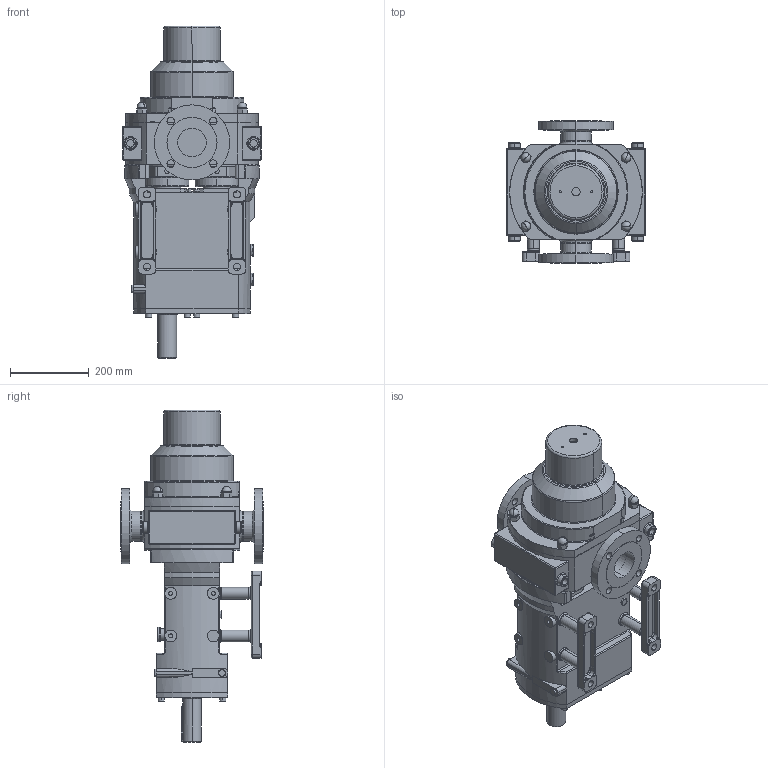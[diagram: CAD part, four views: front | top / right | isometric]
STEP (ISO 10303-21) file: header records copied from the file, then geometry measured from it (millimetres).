
FILE_DESCRIPTION (( 'STEP AP214' ), '1' );
FILE_NAME ('GA3804.STEP', '2024-11-07T16:19:57', ( '' ), ( '' ), 'SwSTEP 2.0', 'SolidWorks 2023', '' );
FILE_SCHEMA (( 'AUTOMOTIVE_DESIGN' ));
Length unit declared in the file: millimetre
Products named in the file (5): Copy of CP-MP40S Jacket Rotorcase^GA3804; GA3804; Copy of CP40S-0180 V LHD^GA3804; Copy of Z94-5301-55 - 3 INCH ASA 150^GA3804; Copy of CP-MP40 Spring PRV^GA3804
Assembly tree (6 placements, depth 2):
  GA3804
    Copy of CP40S-0180 V LHD^GA3804
    Copy of CP-MP40 Spring PRV^GA3804
    Copy of CP-MP40S Jacket Rotorcase^GA3804  x2
    Copy of Z94-5301-55 - 3 INCH ASA 150^GA3804  x2
Bounding box: 352 x 362 x 841.37 mm (x, y, z)
Volume: 36551094.8 mm3; surface area: 1468518.3 mm2
Topology: 6 solids, 6 shells, 1080 faces, 2759 edges, 1616 vertices
Faces by surface type: plane 395, cylinder 345, torus 153, bspline 116, cone 47, sphere 24
Entity records: 36824 total; most frequent: CARTESIAN_POINT 12943, DIRECTION 5039, ORIENTED_EDGE 4982, EDGE_CURVE 2491, AXIS2_PLACEMENT_3D 1953, VERTEX_POINT 1520, VECTOR 1133, LINE 1133
